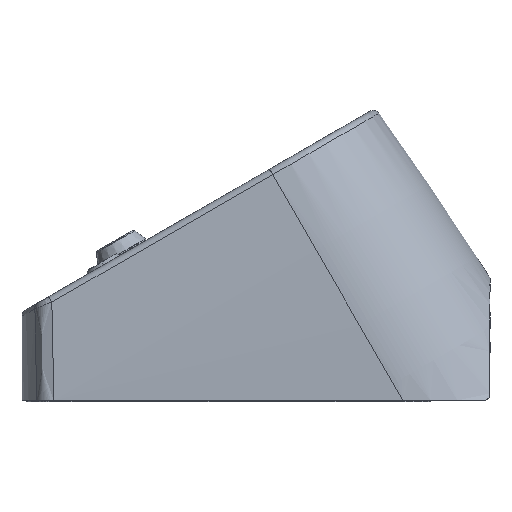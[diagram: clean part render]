
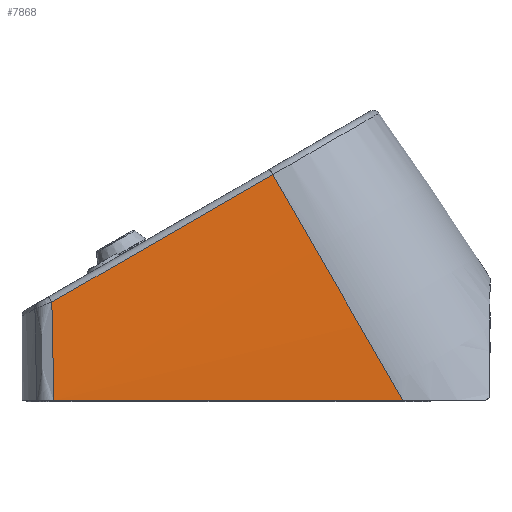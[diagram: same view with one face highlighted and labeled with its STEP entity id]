
A CAD part, left-side view. The second image highlights one B-rep face of the part: STEP entity #7868.
In plain terms, the highlighted cylindrical face has radius 1500 mm (diameter 3000 mm), a partial arc.
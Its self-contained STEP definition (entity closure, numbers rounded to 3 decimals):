
#90 = ORIENTED_EDGE ( 'NONE', *, *, #11117, .T. ) ;
#452 = EDGE_LOOP ( 'NONE', ( #12209, #8721, #90, #971 ) ) ;
#689 = CARTESIAN_POINT ( 'NONE',  ( -53.269, 0., -2.705 ) ) ;
#971 = ORIENTED_EDGE ( 'NONE', *, *, #1123, .T. ) ;
#1123 = EDGE_CURVE ( 'NONE', #11624, #8539, #2990, .T. ) ;
#1357 = VECTOR ( 'NONE', #4952, 1000. ) ;
#1585 = CIRCLE ( 'NONE', #7980, 1500. ) ;
#2271 = CARTESIAN_POINT ( 'NONE',  ( 1439.481, 0., -150. ) ) ;
#2990 =( BOUNDED_CURVE ( )  B_SPLINE_CURVE ( 3, ( #5816, #7059, #15713, #8319 ),
 .UNSPECIFIED., .F., .F. ) 
 B_SPLINE_CURVE_WITH_KNOTS ( ( 4, 4 ),
 ( 1.497, 1.548 ),
 .UNSPECIFIED. ) 
 CURVE ( )  GEOMETRIC_REPRESENTATION_ITEM ( )  RATIONAL_B_SPLINE_CURVE ( ( 1., 1., 1., 1. ) ) 
 REPRESENTATION_ITEM ( '' )  );
#3523 = DIRECTION ( 'NONE',  ( 0., 0., 1. ) ) ;
#3615 = VERTEX_POINT ( 'NONE', #3983 ) ;
#3983 = CARTESIAN_POINT ( 'NONE',  ( -53.269, 110.58, -2.705 ) ) ;
#4952 = DIRECTION ( 'NONE',  ( 0., 1., 0. ) ) ;
#5040 = FACE_OUTER_BOUND ( 'NONE', #452, .T. ) ;
#5106 = VERTEX_POINT ( 'NONE', #689 ) ;
#5291 = B_SPLINE_CURVE_WITH_KNOTS ( 'NONE', 3,
 ( #15803, #7161, #13392, #5965 ),
 .UNSPECIFIED., .F., .F.,
 ( 4, 4 ),
 ( 0.003, 0.046 ),
 .UNSPECIFIED. ) ;
#5541 = DIRECTION ( 'NONE',  ( 0., 0., 1. ) ) ;
#5816 = CARTESIAN_POINT ( 'NONE',  ( -56.484, 131.116, -40.059 ) ) ;
#5965 = CARTESIAN_POINT ( 'NONE',  ( -56.484, 131.116, -40.059 ) ) ;
#6800 = LINE ( 'NONE', #13640, #1357 ) ;
#7059 = CARTESIAN_POINT ( 'NONE',  ( -58.336, 87.468, -65.259 ) ) ;
#7161 = CARTESIAN_POINT ( 'NONE',  ( -54.498, 117.394, -15.159 ) ) ;
#7576 = EDGE_CURVE ( 'NONE', #5106, #3615, #6800, .T. ) ;
#7868 = ADVANCED_FACE ( 'NONE', ( #5040 ), #14544, .T. ) ;
#7980 = AXIS2_PLACEMENT_3D ( 'NONE', #2271, #10964, #3523 ) ;
#8319 = CARTESIAN_POINT ( 'NONE',  ( -60.128, 0., -115.759 ) ) ;
#8539 = VERTEX_POINT ( 'NONE', #11367 ) ;
#8721 = ORIENTED_EDGE ( 'NONE', *, *, #7576, .T. ) ;
#10430 = CARTESIAN_POINT ( 'NONE',  ( 1439.481, 0., -150. ) ) ;
#10486 = DIRECTION ( 'NONE',  ( 0., 1., 0. ) ) ;
#10964 = DIRECTION ( 'NONE',  ( 0., -1., 0. ) ) ;
#11117 = EDGE_CURVE ( 'NONE', #3615, #11624, #5291, .T. ) ;
#11359 = CARTESIAN_POINT ( 'NONE',  ( -56.484, 131.116, -40.059 ) ) ;
#11367 = CARTESIAN_POINT ( 'NONE',  ( -60.128, 0., -115.759 ) ) ;
#11624 = VERTEX_POINT ( 'NONE', #11359 ) ;
#12209 = ORIENTED_EDGE ( 'NONE', *, *, #13473, .F. ) ;
#13392 = CARTESIAN_POINT ( 'NONE',  ( -55.57, 124.238, -27.613 ) ) ;
#13473 = EDGE_CURVE ( 'NONE', #5106, #8539, #1585, .T. ) ;
#13640 = CARTESIAN_POINT ( 'NONE',  ( -53.269, 0., -2.705 ) ) ;
#14085 = AXIS2_PLACEMENT_3D ( 'NONE', #10430, #10486, #5541 ) ;
#14544 = CYLINDRICAL_SURFACE ( 'NONE', #14085, 1500. ) ;
#15713 = CARTESIAN_POINT ( 'NONE',  ( -59.551, 43.754, -90.497 ) ) ;
#15803 = CARTESIAN_POINT ( 'NONE',  ( -53.269, 110.58, -2.705 ) ) ;
